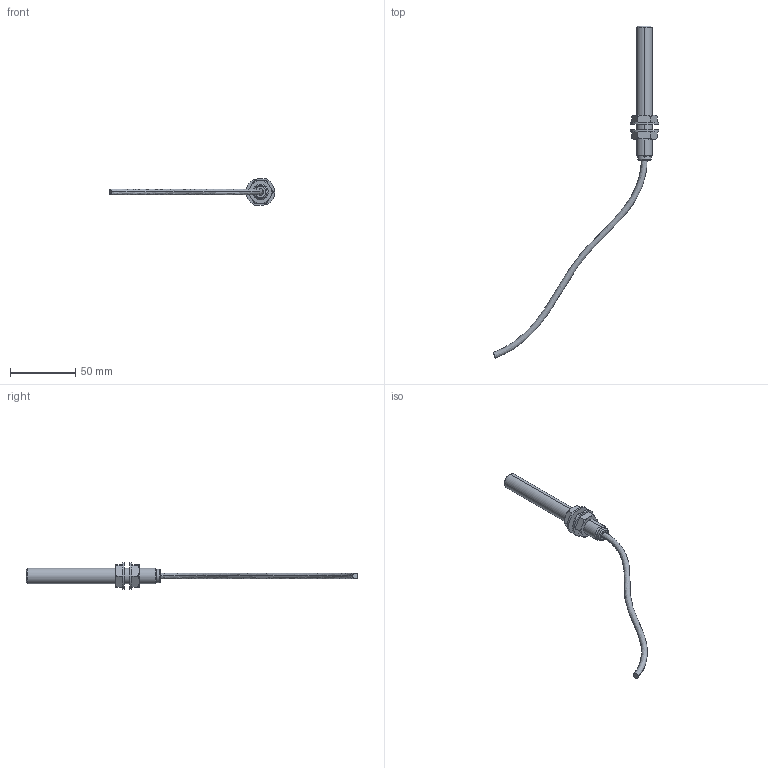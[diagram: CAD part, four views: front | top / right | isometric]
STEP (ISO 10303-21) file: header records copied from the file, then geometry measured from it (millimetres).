
FILE_DESCRIPTION (( 'STEP AP214' ), '1' );
FILE_NAME ('C121_C122_C123_C125_C127.STEP', '2021-12-29T16:20:42', ( '' ), ( '' ), 'SwSTEP 2.0', 'SolidWorks 2021', '' );
FILE_SCHEMA (( 'AUTOMOTIVE_DESIGN' ));
Length unit declared in the file: millimetre
Products named in the file (5): 1STA 01 00 0000; Spezzone cavo 4.5mm; 1VDA1203_04; 1C1200; C121_C122_C123_C125_C127
Assembly tree (5 placements, depth 2):
  C121_C122_C123_C125_C127
    1STA 01 00 0000
    Spezzone cavo 4.5mm
    1C1200
    1VDA1203_04  x2
Bounding box: 126.87 x 254.58 x 20.1 mm (x, y, z)
Volume: 11651.6 mm3; surface area: 12381.8 mm2
Topology: 5 solids, 5 shells, 93 faces, 208 edges, 132 vertices
Faces by surface type: plane 33, cylinder 30, torus 22, cone 6, bspline 2
Entity records: 2457 total; most frequent: CARTESIAN_POINT 676, DIRECTION 367, ORIENTED_EDGE 298, AXIS2_PLACEMENT_3D 156, EDGE_CURVE 149, VERTEX_POINT 93, EDGE_LOOP 80, CIRCLE 80
